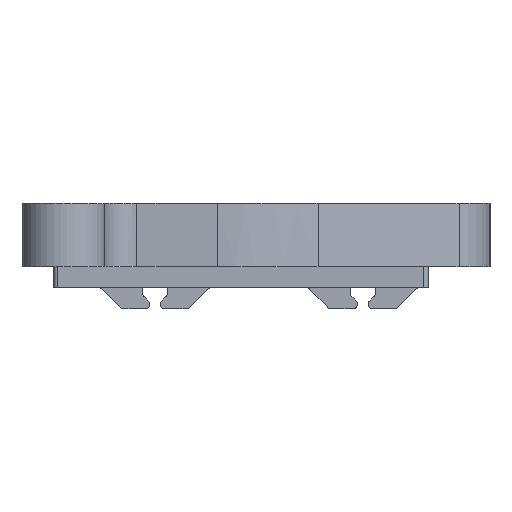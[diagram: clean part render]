
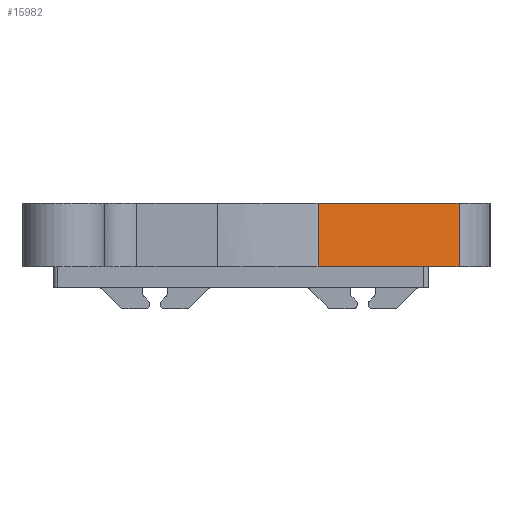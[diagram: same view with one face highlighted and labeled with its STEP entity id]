
A CAD part, left-side view. The second image highlights one B-rep face of the part: STEP entity #15982.
In plain terms, the highlighted planar face has unit normal (-0.851, -0.526, 0).
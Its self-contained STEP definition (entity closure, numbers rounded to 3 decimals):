
#426=FACE_OUTER_BOUND('',#1473,.T.);
#1473=EDGE_LOOP('',(#11477,#11478,#11479,#11480));
#2369=LINE('',#22448,#4350);
#2375=LINE('',#22540,#4356);
#3109=LINE('',#24380,#5090);
#3110=LINE('',#24382,#5091);
#4350=VECTOR('',#18061,10.);
#4356=VECTOR('',#18081,10.);
#5090=VECTOR('',#19169,10.);
#5091=VECTOR('',#19172,10.);
#6632=VERTEX_POINT('',#22445);
#6633=VERTEX_POINT('',#22447);
#6643=VERTEX_POINT('',#22537);
#6644=VERTEX_POINT('',#22539);
#8112=EDGE_CURVE('',#6632,#6633,#2369,.T.);
#8126=EDGE_CURVE('',#6643,#6644,#2375,.T.);
#9005=EDGE_CURVE('',#6633,#6643,#3109,.T.);
#9006=EDGE_CURVE('',#6632,#6644,#3110,.T.);
#11477=ORIENTED_EDGE('',*,*,#8126,.F.);
#11478=ORIENTED_EDGE('',*,*,#9005,.F.);
#11479=ORIENTED_EDGE('',*,*,#8112,.F.);
#11480=ORIENTED_EDGE('',*,*,#9006,.T.);
#15215=PLANE('',#17028);
#15982=ADVANCED_FACE('',(#426),#15215,.F.);
#17028=AXIS2_PLACEMENT_3D('',#24381,#19170,#19171);
#18061=DIRECTION('',(-0.526,0.851,0.));
#18081=DIRECTION('',(0.526,-0.851,0.));
#19169=DIRECTION('',(0.,0.,1.));
#19170=DIRECTION('center_axis',(0.851,0.526,0.));
#19171=DIRECTION('ref_axis',(-0.526,0.851,0.));
#19172=DIRECTION('',(0.,0.,1.));
#22445=CARTESIAN_POINT('',(18.025,51.613,39.6));
#22447=CARTESIAN_POINT('',(9.755,64.989,39.6));
#22448=CARTESIAN_POINT('',(27.076,36.974,39.6));
#22537=CARTESIAN_POINT('',(9.755,64.989,45.6));
#22539=CARTESIAN_POINT('',(18.025,51.613,45.6));
#22540=CARTESIAN_POINT('',(21.333,46.263,45.6));
#24380=CARTESIAN_POINT('',(9.755,64.989,0.));
#24381=CARTESIAN_POINT('Origin',(18.025,51.613,0.));
#24382=CARTESIAN_POINT('',(18.025,51.613,0.));
